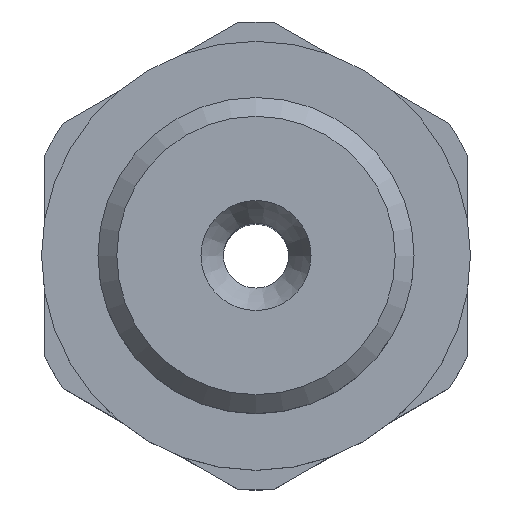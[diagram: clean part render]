
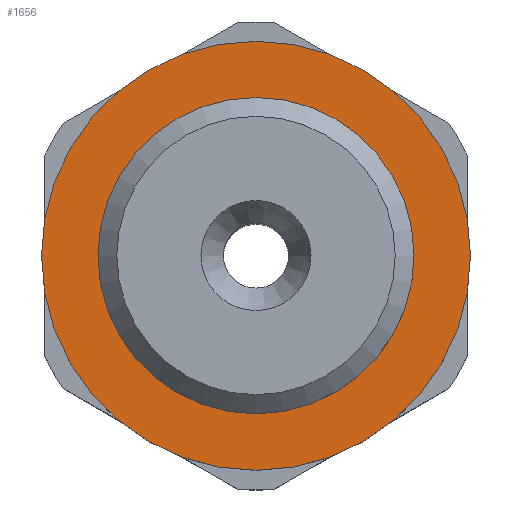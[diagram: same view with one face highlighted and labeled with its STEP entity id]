
A CAD part, top view. The second image highlights one B-rep face of the part: STEP entity #1656.
In plain terms, the highlighted planar face has unit normal (0, 0, 1).
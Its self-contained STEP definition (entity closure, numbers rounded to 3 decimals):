
#408=ORIENTED_EDGE('',*,*,#625,.F.);
#409=ORIENTED_EDGE('',*,*,#624,.T.);
#624=EDGE_CURVE('',#739,#739,#836,.T.);
#625=EDGE_CURVE('',#740,#740,#837,.T.);
#739=VERTEX_POINT('',#2644);
#740=VERTEX_POINT('',#2647);
#836=CIRCLE('',#1822,4.864);
#837=CIRCLE('',#1824,6.6);
#922=EDGE_LOOP('',(#408));
#923=EDGE_LOOP('',(#409));
#1024=FACE_BOUND('',#922,.T.);
#1025=FACE_BOUND('',#923,.T.);
#1062=PLANE('',#1823);
#1656=ADVANCED_FACE('',(#1024,#1025),#1062,.F.);
#1822=AXIS2_PLACEMENT_3D('',#2643,#2171,#2172);
#1823=AXIS2_PLACEMENT_3D('',#2645,#2173,#2174);
#1824=AXIS2_PLACEMENT_3D('',#2646,#2175,#2176);
#2171=DIRECTION('',(0.,0.,-1.));
#2172=DIRECTION('',(-1.,0.,0.));
#2173=DIRECTION('',(0.,0.,-1.));
#2174=DIRECTION('',(-1.,0.,0.));
#2175=DIRECTION('',(0.,0.,-1.));
#2176=DIRECTION('',(-1.,0.,0.));
#2643=CARTESIAN_POINT('',(0.,0.,-4.9));
#2644=CARTESIAN_POINT('',(-4.864,0.,-4.9));
#2645=CARTESIAN_POINT('',(0.,4.864,-4.9));
#2646=CARTESIAN_POINT('',(0.,0.,-4.9));
#2647=CARTESIAN_POINT('',(-6.6,0.,-4.9));
